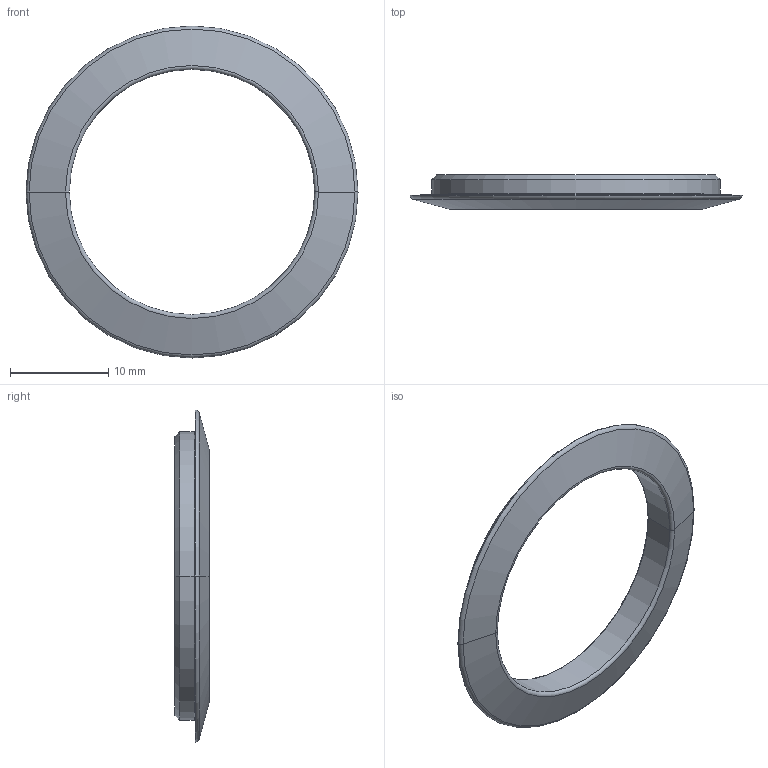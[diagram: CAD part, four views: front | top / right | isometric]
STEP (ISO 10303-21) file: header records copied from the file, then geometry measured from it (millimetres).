
FILE_DESCRIPTION((''),'2;1');
FILE_NAME('001_BACK_FERRULE','2025-06-20T15:07:17',('Administrator'),(''),'CREO PARAMETRIC BY PTC INC, 2020184','CREO PARAMETRIC BY PTC INC, 2020184','');
FILE_SCHEMA(('AUTOMOTIVE_DESIGN { 1 0 10303 214 1 1 1 1 }'));
Length unit declared in the file: millimetre
Products named in the file (1): 001_BACK_FERRULE
Bounding box: 33.83 x 3.5 x 33.83 mm (x, y, z)
Volume: 746 mm3; surface area: 1278.1 mm2
Topology: 1 solids, 1 shells, 20 faces, 45 edges, 32 vertices
Faces by surface type: torus 8, cylinder 6, cone 4, plane 2
Entity records: 745 total; most frequent: DIRECTION 117, COLOUR_RGB 115, CARTESIAN_POINT 90, ORIENTED_EDGE 80, AXIS2_PLACEMENT_3D 51, EDGE_CURVE 40, CIRCLE 30, VERTEX_POINT 22
